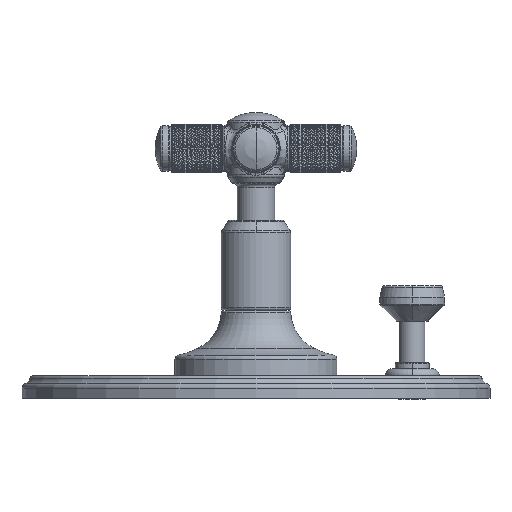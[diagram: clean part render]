
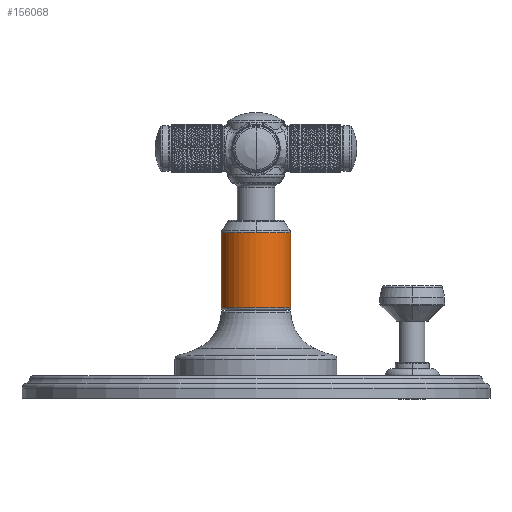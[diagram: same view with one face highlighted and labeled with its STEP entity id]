
A CAD part, left-side view. The second image highlights one B-rep face of the part: STEP entity #156068.
In plain terms, the highlighted cylindrical face has radius 12.255 mm (diameter 24.511 mm), a partial arc.
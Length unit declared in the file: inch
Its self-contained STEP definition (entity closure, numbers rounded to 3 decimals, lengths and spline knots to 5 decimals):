
#3453=DIRECTION('',(0.,0.,1.));
#3454=VECTOR('',#3453,1.04239);
#3455=CARTESIAN_POINT('',(0.,-0.4825,1.253));
#3456=LINE('',#3455,#3454);
#3457=CARTESIAN_POINT('',(0.,0.,1.253));
#3458=DIRECTION('',(0.,0.,-1.));
#3459=DIRECTION('',(0.,-1.,0.));
#3460=AXIS2_PLACEMENT_3D('',#3457,#3458,#3459);
#3462=DIRECTION('',(0.,0.,1.));
#3463=VECTOR('',#3462,1.04239);
#3464=CARTESIAN_POINT('',(0.,0.4825,1.253));
#3465=LINE('',#3464,#3463);
#3466=CARTESIAN_POINT('',(0.,0.,2.29539));
#3467=DIRECTION('',(0.,0.,-1.));
#3468=DIRECTION('',(-1.,0.,0.));
#3469=AXIS2_PLACEMENT_3D('',#3466,#3467,#3468);
#3471=CARTESIAN_POINT('',(0.,0.,2.29539));
#3472=DIRECTION('',(0.,0.,-1.));
#3473=DIRECTION('',(0.,-1.,0.));
#3474=AXIS2_PLACEMENT_3D('',#3471,#3472,#3473);
#140668=CARTESIAN_POINT('',(0.,-0.4825,1.253));
#140669=CARTESIAN_POINT('',(0.,0.4825,1.253));
#140670=VERTEX_POINT('',#140668);
#140671=VERTEX_POINT('',#140669);
#140688=CARTESIAN_POINT('',(0.,-0.4825,2.29539));
#140689=CARTESIAN_POINT('',(-0.4825,0.,2.29539));
#140690=VERTEX_POINT('',#140688);
#140691=VERTEX_POINT('',#140689);
#140694=CARTESIAN_POINT('',(0.,0.4825,2.29539));
#140695=VERTEX_POINT('',#140694);
#156054=CARTESIAN_POINT('',(0.,0.,1.223));
#156055=DIRECTION('',(0.,0.,1.));
#156056=DIRECTION('',(0.,1.,0.));
#156057=AXIS2_PLACEMENT_3D('',#156054,#156055,#156056);
#156058=CYLINDRICAL_SURFACE('',#156057,0.4825);
#156059=ORIENTED_EDGE('',*,*,#156019,.T.);
#156060=ORIENTED_EDGE('',*,*,#156049,.T.);
#156062=ORIENTED_EDGE('',*,*,#156061,.F.);
#156064=ORIENTED_EDGE('',*,*,#156063,.F.);
#156065=ORIENTED_EDGE('',*,*,#156045,.F.);
#156066=EDGE_LOOP('',(#156059,#156060,#156062,#156064,#156065));
#156067=FACE_OUTER_BOUND('',#156066,.F.);
#156068=ADVANCED_FACE('',(#156067),#156058,.T.);
#3461=CIRCLE('',#3460,0.4825);
#3470=CIRCLE('',#3469,0.4825);
#3475=CIRCLE('',#3474,0.4825);
#156019=EDGE_CURVE('',#140670,#140671,#3461,.T.);
#156045=EDGE_CURVE('',#140670,#140690,#3456,.T.);
#156049=EDGE_CURVE('',#140671,#140695,#3465,.T.);
#156061=EDGE_CURVE('',#140691,#140695,#3470,.T.);
#156063=EDGE_CURVE('',#140690,#140691,#3475,.T.);
